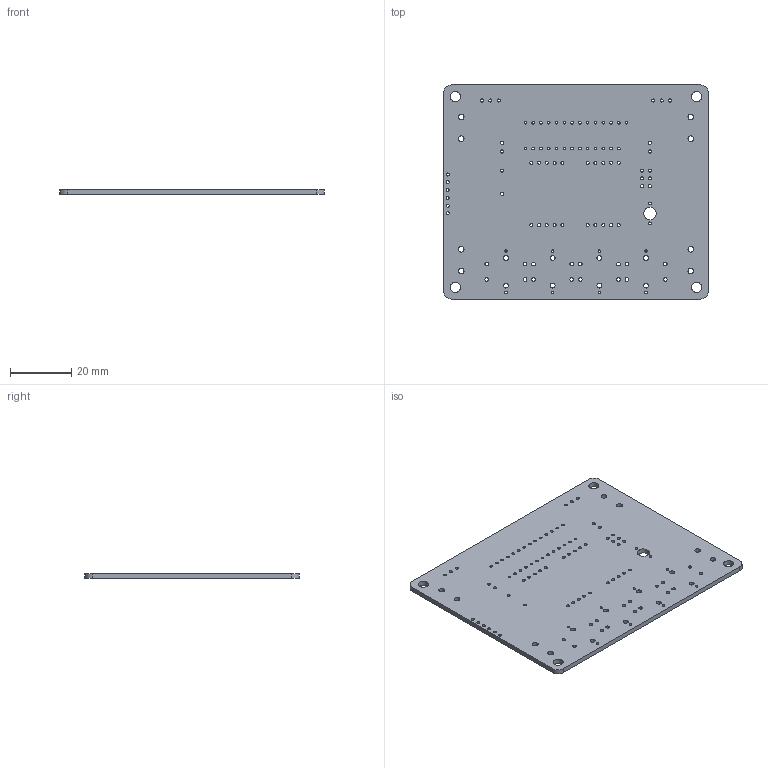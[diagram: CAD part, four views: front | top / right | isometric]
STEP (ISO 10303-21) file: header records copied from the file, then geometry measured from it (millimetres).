
FILE_DESCRIPTION(('KiCad electronic assembly'),'2;1');
FILE_NAME('kicadBoard.step','2022-11-06T07:43:33',('Pcbnew'),('Kicad'), 'Open CASCADE STEP processor 7.6','KiCad to STEP converter','Unknown' );
FILE_SCHEMA(('AUTOMOTIVE_DESIGN { 1 0 10303 214 1 1 1 1 }'));
Length unit declared in the file: millimetre
Products named in the file (2): kicadBoard 1; kicadBoard PCB
Assembly tree (1 placements, depth 2):
  kicadBoard 1
    kicadBoard PCB
Bounding box: 86.36 x 69.85 x 1.6 mm (x, y, z)
Volume: 9387.9 mm3; surface area: 12931.6 mm2
Topology: 1 solids, 1 shells, 128 faces, 378 edges, 252 vertices
Faces by surface type: cylinder 122, plane 6
Full cylindrical faces by diameter (mm): 0.8 x8, 0.864 x27, 0.9 x2, 1 x20, 1.016 x24, 1.2 x16, 1.6 x8, 1.854 x8, 3.302 x4, 4.064 x1
Entity records: 9859 total; most frequent: DIRECTION 1638, CARTESIAN_POINT 1516, ORIENTED_EDGE 756, PCURVE 756, DEFINITIONAL_REPRESENTATION 756, LINE 646, VECTOR 646, CIRCLE 488
